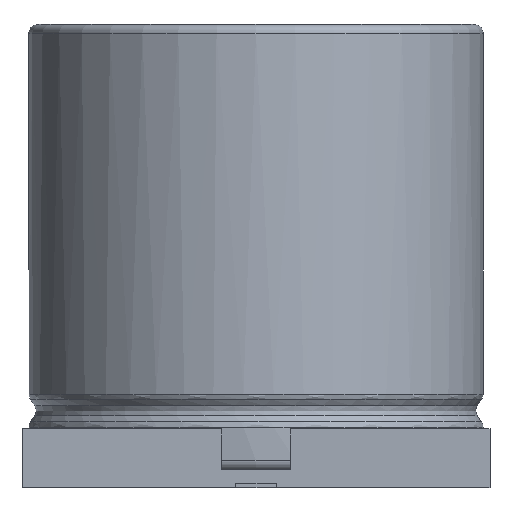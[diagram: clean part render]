
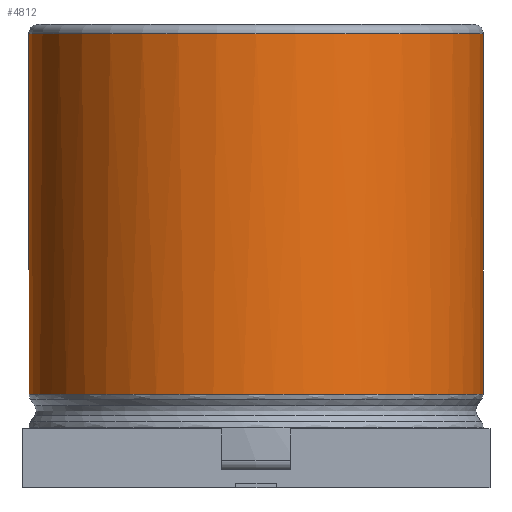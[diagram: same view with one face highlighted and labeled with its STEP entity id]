
A CAD part, left-side view. The second image highlights one B-rep face of the part: STEP entity #4812.
In plain terms, the highlighted cylindrical face has radius 5 mm (diameter 10 mm), a full revolution.
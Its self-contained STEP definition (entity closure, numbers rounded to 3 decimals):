
#4743 = TOROIDAL_SURFACE('',#4744,4.8,0.2);
#4744 = AXIS2_PLACEMENT_3D('',#4745,#4746,#4747);
#4745 = CARTESIAN_POINT('',(0.,0.,10.));
#4746 = DIRECTION('',(0.,0.,1.));
#4747 = DIRECTION('',(1.,0.,0.));
#4763 = VERTEX_POINT('',#4764);
#4764 = CARTESIAN_POINT('',(5.,0.,10.));
#4784 = EDGE_CURVE('',#4763,#4763,#4785,.T.);
#4785 = SURFACE_CURVE('',#4786,(#4791,#4798),.PCURVE_S1.);
#4786 = CIRCLE('',#4787,5.);
#4787 = AXIS2_PLACEMENT_3D('',#4788,#4789,#4790);
#4788 = CARTESIAN_POINT('',(0.,0.,10.));
#4789 = DIRECTION('',(0.,0.,-1.));
#4790 = DIRECTION('',(1.,0.,0.));
#4791 = PCURVE('',#4743,#4792);
#4792 = DEFINITIONAL_REPRESENTATION('',(#4793),#4797);
#4793 = LINE('',#4794,#4795);
#4794 = CARTESIAN_POINT('',(-0.,0.));
#4795 = VECTOR('',#4796,1.);
#4796 = DIRECTION('',(-1.,0.));
#4797 = ( GEOMETRIC_REPRESENTATION_CONTEXT(2) 
PARAMETRIC_REPRESENTATION_CONTEXT() REPRESENTATION_CONTEXT('2D SPACE',''
  ) );
#4798 = PCURVE('',#4799,#4804);
#4799 = CYLINDRICAL_SURFACE('',#4800,5.);
#4800 = AXIS2_PLACEMENT_3D('',#4801,#4802,#4803);
#4801 = CARTESIAN_POINT('',(0.,0.,10.2));
#4802 = DIRECTION('',(0.,0.,-1.));
#4803 = DIRECTION('',(1.,0.,0.));
#4804 = DEFINITIONAL_REPRESENTATION('',(#4805),#4809);
#4805 = LINE('',#4806,#4807);
#4806 = CARTESIAN_POINT('',(0.,0.2));
#4807 = VECTOR('',#4808,1.);
#4808 = DIRECTION('',(1.,0.));
#4809 = ( GEOMETRIC_REPRESENTATION_CONTEXT(2) 
PARAMETRIC_REPRESENTATION_CONTEXT() REPRESENTATION_CONTEXT('2D SPACE',''
  ) );
#4812 = ADVANCED_FACE('',(#4813),#4799,.T.);
#4813 = FACE_BOUND('',#4814,.T.);
#4814 = EDGE_LOOP('',(#4815,#4838,#4839,#4840));
#4815 = ORIENTED_EDGE('',*,*,#4816,.F.);
#4816 = EDGE_CURVE('',#4763,#4817,#4819,.T.);
#4817 = VERTEX_POINT('',#4818);
#4818 = CARTESIAN_POINT('',(5.,0.,2.063));
#4819 = SEAM_CURVE('',#4820,(#4824,#4831),.PCURVE_S1.);
#4820 = LINE('',#4821,#4822);
#4821 = CARTESIAN_POINT('',(5.,0.,10.2));
#4822 = VECTOR('',#4823,1.);
#4823 = DIRECTION('',(0.,0.,-1.));
#4824 = PCURVE('',#4799,#4825);
#4825 = DEFINITIONAL_REPRESENTATION('',(#4826),#4830);
#4826 = LINE('',#4827,#4828);
#4827 = CARTESIAN_POINT('',(0.,0.));
#4828 = VECTOR('',#4829,1.);
#4829 = DIRECTION('',(0.,1.));
#4830 = ( GEOMETRIC_REPRESENTATION_CONTEXT(2) 
PARAMETRIC_REPRESENTATION_CONTEXT() REPRESENTATION_CONTEXT('2D SPACE',''
  ) );
#4831 = PCURVE('',#4799,#4832);
#4832 = DEFINITIONAL_REPRESENTATION('',(#4833),#4837);
#4833 = LINE('',#4834,#4835);
#4834 = CARTESIAN_POINT('',(6.283,0.));
#4835 = VECTOR('',#4836,1.);
#4836 = DIRECTION('',(0.,1.));
#4837 = ( GEOMETRIC_REPRESENTATION_CONTEXT(2) 
PARAMETRIC_REPRESENTATION_CONTEXT() REPRESENTATION_CONTEXT('2D SPACE',''
  ) );
#4838 = ORIENTED_EDGE('',*,*,#4784,.T.);
#4839 = ORIENTED_EDGE('',*,*,#4816,.T.);
#4840 = ORIENTED_EDGE('',*,*,#4841,.F.);
#4841 = EDGE_CURVE('',#4817,#4817,#4842,.T.);
#4842 = SURFACE_CURVE('',#4843,(#4858,#4880),.PCURVE_S1.);
#4843 = ( BOUNDED_CURVE() B_SPLINE_CURVE(13,(#4844,#4845,#4846,#4847,
    #4848,#4849,#4850,#4851,#4852,#4853,#4854,#4855,#4856,#4857),
.UNSPECIFIED.,.T.,.F.) B_SPLINE_CURVE_WITH_KNOTS((14,14),(
0.,31.416),.PIECEWISE_BEZIER_KNOTS.) CURVE() 
GEOMETRIC_REPRESENTATION_ITEM() RATIONAL_B_SPLINE_CURVE((1.,1.,1.,
    1.,1.,1.,1.,
    1.,1.,1.,1.,1.,1.,1.
)) REPRESENTATION_ITEM('') );
#4844 = CARTESIAN_POINT('',(5.,0.,2.063));
#4845 = CARTESIAN_POINT('',(5.,-2.382,
    2.063));
#4846 = CARTESIAN_POINT('',(3.769,-4.818,2.063
    ));
#4847 = CARTESIAN_POINT('',(1.236,-6.56,
    2.063));
#4848 = CARTESIAN_POINT('',(-2.25,-6.828,
    2.063));
#4849 = CARTESIAN_POINT('',(-5.261,-4.971,
    2.063));
#4850 = CARTESIAN_POINT('',(-7.47,-2.26,
    2.063));
#4851 = CARTESIAN_POINT('',(-7.47,2.26,
    2.063));
#4852 = CARTESIAN_POINT('',(-5.261,4.971,2.063
    ));
#4853 = CARTESIAN_POINT('',(-2.25,6.828,
    2.063));
#4854 = CARTESIAN_POINT('',(1.236,6.56,2.063
    ));
#4855 = CARTESIAN_POINT('',(3.769,4.818,2.063
    ));
#4856 = CARTESIAN_POINT('',(5.,2.382,2.063
    ));
#4857 = CARTESIAN_POINT('',(5.,0.,2.063));
#4858 = PCURVE('',#4799,#4859);
#4859 = DEFINITIONAL_REPRESENTATION('',(#4860),#4879);
#4860 = B_SPLINE_CURVE_WITH_KNOTS('',9,(#4861,#4862,#4863,#4864,#4865,
    #4866,#4867,#4868,#4869,#4870,#4871,#4872,#4873,#4874,#4875,#4876,
    #4877,#4878),.UNSPECIFIED.,.F.,.F.,(10,8,10),(0.,
    15.708,31.416),.UNSPECIFIED.);
#4861 = CARTESIAN_POINT('',(0.,8.137));
#4862 = CARTESIAN_POINT('',(0.344,8.137));
#4863 = CARTESIAN_POINT('',(0.694,8.137));
#4864 = CARTESIAN_POINT('',(1.045,8.137));
#4865 = CARTESIAN_POINT('',(1.396,8.137));
#4866 = CARTESIAN_POINT('',(1.745,8.137));
#4867 = CARTESIAN_POINT('',(2.095,8.137));
#4868 = CARTESIAN_POINT('',(2.443,8.137));
#4869 = CARTESIAN_POINT('',(2.793,8.137));
#4870 = CARTESIAN_POINT('',(3.491,8.137));
#4871 = CARTESIAN_POINT('',(3.84,8.137));
#4872 = CARTESIAN_POINT('',(4.189,8.137));
#4873 = CARTESIAN_POINT('',(4.538,8.137));
#4874 = CARTESIAN_POINT('',(4.887,8.137));
#4875 = CARTESIAN_POINT('',(5.238,8.137));
#4876 = CARTESIAN_POINT('',(5.589,8.137));
#4877 = CARTESIAN_POINT('',(5.939,8.137));
#4878 = CARTESIAN_POINT('',(6.283,8.137));
#4879 = ( GEOMETRIC_REPRESENTATION_CONTEXT(2) 
PARAMETRIC_REPRESENTATION_CONTEXT() REPRESENTATION_CONTEXT('2D SPACE',''
  ) );
#4880 = PCURVE('',#4881,#4924);
#4881 = ( BOUNDED_SURFACE() B_SPLINE_SURFACE(2,13,(
    (#4882,#4883,#4884,#4885,#4886,#4887,#4888,#4889,#4890,#4891,#4892
      ,#4893,#4894,#4895)
    ,(#4896,#4897,#4898,#4899,#4900,#4901,#4902,#4903,#4904,#4905,#4906
      ,#4907,#4908,#4909)
    ,(#4910,#4911,#4912,#4913,#4914,#4915,#4916,#4917,#4918,#4919,#4920
      ,#4921,#4922,#4923
)),.UNSPECIFIED.,.F.,.T.,.F.) B_SPLINE_SURFACE_WITH_KNOTS((3,3),(14,14),
  (0.,31.416),(0.,31.416),
.PIECEWISE_BEZIER_KNOTS.) GEOMETRIC_REPRESENTATION_ITEM() 
RATIONAL_B_SPLINE_SURFACE((
    (1.,1.,1.,1.,1.,1.
      ,1.,1.,1.,1.
      ,1.,1.,1.,1.)
    ,(0.954,0.954,0.954,0.954
      ,0.954,0.954,0.954,0.954
      ,0.954,0.954,0.954,0.954
      ,0.954,0.954)
    ,(1.,1.,1.,1.,1.,1.
      ,1.,1.,1.,1.
,1.,1.,1.,1.))) REPRESENTATION_ITEM('') SURFACE() );
#4882 = CARTESIAN_POINT('',(5.,0.,2.063));
#4883 = CARTESIAN_POINT('',(5.,-2.382,
    2.063));
#4884 = CARTESIAN_POINT('',(3.769,-4.818,2.063
    ));
#4885 = CARTESIAN_POINT('',(1.236,-6.56,
    2.063));
#4886 = CARTESIAN_POINT('',(-2.25,-6.828,
    2.063));
#4887 = CARTESIAN_POINT('',(-5.261,-4.971,
    2.063));
#4888 = CARTESIAN_POINT('',(-7.47,-2.26,
    2.063));
#4889 = CARTESIAN_POINT('',(-7.47,2.26,
    2.063));
#4890 = CARTESIAN_POINT('',(-5.261,4.971,2.063
    ));
#4891 = CARTESIAN_POINT('',(-2.25,6.828,
    2.063));
#4892 = CARTESIAN_POINT('',(1.236,6.56,2.063
    ));
#4893 = CARTESIAN_POINT('',(3.769,4.818,2.063
    ));
#4894 = CARTESIAN_POINT('',(5.,2.382,2.063
    ));
#4895 = CARTESIAN_POINT('',(5.,0.,2.063));
#4896 = CARTESIAN_POINT('',(5.,0.,2.));
#4897 = CARTESIAN_POINT('',(5.,-2.382,
    2.));
#4898 = CARTESIAN_POINT('',(3.769,-4.818,2.
    ));
#4899 = CARTESIAN_POINT('',(1.236,-6.56,
    2.));
#4900 = CARTESIAN_POINT('',(-2.25,-6.828,
    2.));
#4901 = CARTESIAN_POINT('',(-5.261,-4.971,
    2.));
#4902 = CARTESIAN_POINT('',(-7.47,-2.26,
    2.));
#4903 = CARTESIAN_POINT('',(-7.47,2.26,
    2.));
#4904 = CARTESIAN_POINT('',(-5.261,4.971,
    2.));
#4905 = CARTESIAN_POINT('',(-2.25,6.828,2.
    ));
#4906 = CARTESIAN_POINT('',(1.236,6.56,2.
    ));
#4907 = CARTESIAN_POINT('',(3.769,4.818,2.
    ));
#4908 = CARTESIAN_POINT('',(5.,2.382,2.
    ));
#4909 = CARTESIAN_POINT('',(5.,0.,2.));
#4910 = CARTESIAN_POINT('',(4.964,0.,
    1.948));
#4911 = CARTESIAN_POINT('',(4.964,-2.364,1.948
    ));
#4912 = CARTESIAN_POINT('',(3.742,-4.783,
    1.948));
#4913 = CARTESIAN_POINT('',(1.227,-6.513,
    1.948));
#4914 = CARTESIAN_POINT('',(-2.233,-6.779,
    1.948));
#4915 = CARTESIAN_POINT('',(-5.223,-4.935,
    1.948));
#4916 = CARTESIAN_POINT('',(-7.416,-2.244,
    1.948));
#4917 = CARTESIAN_POINT('',(-7.416,2.244,
    1.948));
#4918 = CARTESIAN_POINT('',(-5.223,4.935,1.948)
  );
#4919 = CARTESIAN_POINT('',(-2.233,6.779,
    1.948));
#4920 = CARTESIAN_POINT('',(1.227,6.513,1.948
    ));
#4921 = CARTESIAN_POINT('',(3.742,4.783,1.948
    ));
#4922 = CARTESIAN_POINT('',(4.964,2.364,1.948
    ));
#4923 = CARTESIAN_POINT('',(4.964,0.,
    1.948));
#4924 = DEFINITIONAL_REPRESENTATION('',(#4925),#4929);
#4925 = LINE('',#4926,#4927);
#4926 = CARTESIAN_POINT('',(0.,0.));
#4927 = VECTOR('',#4928,1.);
#4928 = DIRECTION('',(0.,1.));
#4929 = ( GEOMETRIC_REPRESENTATION_CONTEXT(2) 
PARAMETRIC_REPRESENTATION_CONTEXT() REPRESENTATION_CONTEXT('2D SPACE',''
  ) );
